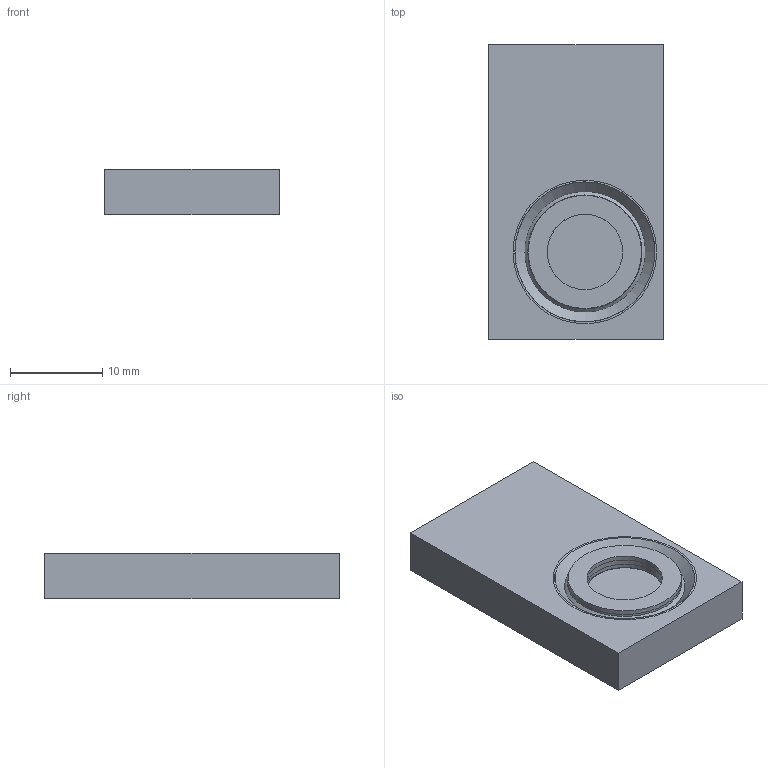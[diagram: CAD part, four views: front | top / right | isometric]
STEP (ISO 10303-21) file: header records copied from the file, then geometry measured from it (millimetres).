
FILE_DESCRIPTION(('FreeCAD Model'),'2;1');
FILE_NAME('Open CASCADE Shape Model','2024-10-07T14:06:59',(''),(''), 'Open CASCADE STEP processor 7.6','FreeCAD','Unknown');
FILE_SCHEMA(('AUTOMOTIVE_DESIGN { 1 0 10303 214 1 1 1 1 }'));
Length unit declared in the file: millimetre
Products named in the file (8): HMV080_Assembly_V2; hmv080_housing_cylander_mount_v001_001; hmv080_pcb_post_001; hmv080_pcb_post_002; hmv080_pcb_post_003; hmv080_pcb_post_004; Cut005; ring_for_FDM_45_001
Assembly tree (7 placements, depth 2):
  HMV080_Assembly_V2
    hmv080_housing_cylander_mount_v001_001
    hmv080_pcb_post_001
    hmv080_pcb_post_002
    hmv080_pcb_post_003
    hmv080_pcb_post_004
    Cut005
    ring_for_FDM_45_001
Bounding box: 19 x 32 x 4.98 mm (x, y, z)
Volume: 1728.3 mm3; surface area: 2750.7 mm2
Topology: 8 solids, 8 shells, 55 faces, 101 edges, 67 vertices
Faces by surface type: plane 45, cylinder 8, cone 2
Full cylindrical faces by diameter (mm): 8.2 x2, 8.24 x1, 12.3 x2, 12.4 x1, 15.2 x1, 15.6 x1
Entity records: 1675 total; most frequent: DIRECTION 246, CARTESIAN_POINT 231, ORIENTED_EDGE 202, EDGE_CURVE 101, AXIS2_PLACEMENT_3D 82, LINE 82, VECTOR 82, VERTEX_POINT 67
